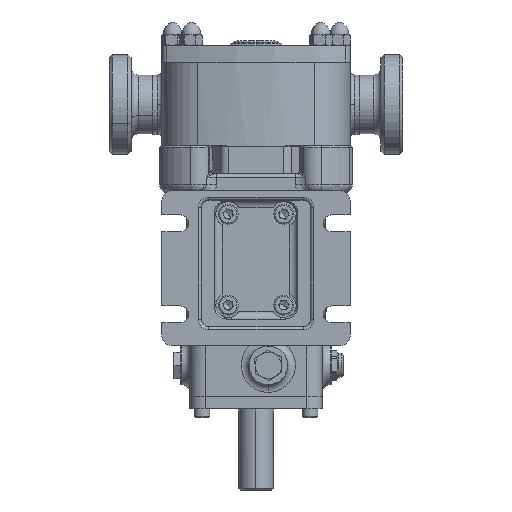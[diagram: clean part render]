
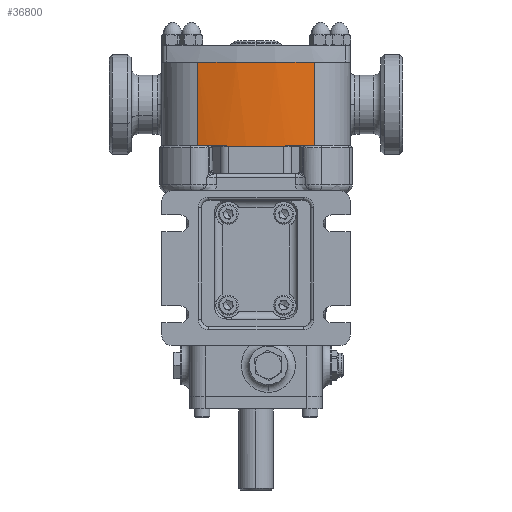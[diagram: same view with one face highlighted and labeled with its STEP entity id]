
A CAD part, front view. The second image highlights one B-rep face of the part: STEP entity #36800.
In plain terms, the highlighted cylindrical face has radius 150 mm (diameter 300 mm), a partial arc.
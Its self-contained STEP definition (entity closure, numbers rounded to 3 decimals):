
#538 = CARTESIAN_POINT ( 'NONE',  ( -37.815, -79.155, -26.5 ) ) ;
#622 = LINE ( 'NONE', #7701, #4157 ) ;
#703 = EDGE_CURVE ( 'NONE', #32646, #16909, #15457, .T. ) ;
#1106 = EDGE_CURVE ( 'NONE', #33052, #8466, #37608, .T. ) ;
#1953 = VERTEX_POINT ( 'NONE', #15611 ) ;
#2131 = DIRECTION ( 'NONE',  ( 0., 0., -1. ) ) ;
#2582 = CARTESIAN_POINT ( 'NONE',  ( 0., 66., 27.5 ) ) ;
#2643 = DIRECTION ( 'NONE',  ( 1., 0., 0. ) ) ;
#2662 = AXIS2_PLACEMENT_3D ( 'NONE', #9124, #19519, #38383 ) ;
#4157 = VECTOR ( 'NONE', #13925, 1000. ) ;
#4917 = DIRECTION ( 'NONE',  ( -1., 0., 0. ) ) ;
#6061 = EDGE_CURVE ( 'NONE', #16909, #37309, #32133, .T. ) ;
#6322 = AXIS2_PLACEMENT_3D ( 'NONE', #26444, #20612, #29766 ) ;
#6358 = CARTESIAN_POINT ( 'NONE',  ( 37.815, -79.155, -26.5 ) ) ;
#7020 = EDGE_CURVE ( 'NONE', #33052, #11939, #34853, .T. ) ;
#7024 = CARTESIAN_POINT ( 'NONE',  ( 19.036, -82.787, -27. ) ) ;
#7701 = CARTESIAN_POINT ( 'NONE',  ( 19.036, -82.787, -26.5 ) ) ;
#8466 = VERTEX_POINT ( 'NONE', #28025 ) ;
#8557 = ORIENTED_EDGE ( 'NONE', *, *, #703, .F. ) ;
#8724 = EDGE_LOOP ( 'NONE', ( #18793, #15557, #16182, #19751, #8557, #16155, #26555, #25749 ) ) ;
#8930 = CARTESIAN_POINT ( 'NONE',  ( 0., 66., -27. ) ) ;
#9124 = CARTESIAN_POINT ( 'NONE',  ( 0., 66., 27.5 ) ) ;
#11939 = VERTEX_POINT ( 'NONE', #538 ) ;
#12230 = AXIS2_PLACEMENT_3D ( 'NONE', #36488, #37110, #4917 ) ;
#13090 = DIRECTION ( 'NONE',  ( 0., 0., -1. ) ) ;
#13904 = CARTESIAN_POINT ( 'NONE',  ( -37.815, -79.155, 27.5 ) ) ;
#13925 = DIRECTION ( 'NONE',  ( 0., 0., -1. ) ) ;
#14505 = EDGE_CURVE ( 'NONE', #1953, #32646, #26686, .T. ) ;
#15366 = DIRECTION ( 'NONE',  ( 0., 0., 1. ) ) ;
#15457 = LINE ( 'NONE', #18161, #22501 ) ;
#15557 = ORIENTED_EDGE ( 'NONE', *, *, #16405, .T. ) ;
#15611 = CARTESIAN_POINT ( 'NONE',  ( -37.815, -79.155, 27.5 ) ) ;
#16155 = ORIENTED_EDGE ( 'NONE', *, *, #14505, .F. ) ;
#16182 = ORIENTED_EDGE ( 'NONE', *, *, #22225, .F. ) ;
#16405 = EDGE_CURVE ( 'NONE', #8466, #16541, #21405, .T. ) ;
#16541 = VERTEX_POINT ( 'NONE', #7024 ) ;
#16909 = VERTEX_POINT ( 'NONE', #6358 ) ;
#17731 = EDGE_CURVE ( 'NONE', #1953, #11939, #32848, .T. ) ;
#18161 = CARTESIAN_POINT ( 'NONE',  ( 37.815, -79.155, 27.5 ) ) ;
#18708 = CARTESIAN_POINT ( 'NONE',  ( -19.036, -82.787, -26.5 ) ) ;
#18793 = ORIENTED_EDGE ( 'NONE', *, *, #1106, .T. ) ;
#19519 = DIRECTION ( 'NONE',  ( 0., 0., -1. ) ) ;
#19751 = ORIENTED_EDGE ( 'NONE', *, *, #6061, .F. ) ;
#20612 = DIRECTION ( 'NONE',  ( 0., 0., -1. ) ) ;
#21405 = CIRCLE ( 'NONE', #25382, 150. ) ;
#21499 = VECTOR ( 'NONE', #13090, 1000. ) ;
#21938 = DIRECTION ( 'NONE',  ( 1., 0., 0. ) ) ;
#22225 = EDGE_CURVE ( 'NONE', #37309, #16541, #622, .T. ) ;
#22501 = VECTOR ( 'NONE', #2131, 1000. ) ;
#22580 = CARTESIAN_POINT ( 'NONE',  ( -19.036, -82.787, -26.5 ) ) ;
#24343 = DIRECTION ( 'NONE',  ( 0., 0., -1. ) ) ;
#24372 = CARTESIAN_POINT ( 'NONE',  ( 37.815, -79.155, 27.5 ) ) ;
#25382 = AXIS2_PLACEMENT_3D ( 'NONE', #8930, #15366, #2643 ) ;
#25749 = ORIENTED_EDGE ( 'NONE', *, *, #7020, .F. ) ;
#26444 = CARTESIAN_POINT ( 'NONE',  ( 0., 66., -26.5 ) ) ;
#26555 = ORIENTED_EDGE ( 'NONE', *, *, #17731, .T. ) ;
#26686 = CIRCLE ( 'NONE', #37293, 150. ) ;
#27972 = DIRECTION ( 'NONE',  ( 0., 0., 1. ) ) ;
#28025 = CARTESIAN_POINT ( 'NONE',  ( -19.036, -82.787, -27. ) ) ;
#29766 = DIRECTION ( 'NONE',  ( -1., 0., 0. ) ) ;
#31165 = FACE_OUTER_BOUND ( 'NONE', #8724, .T. ) ;
#32133 = CIRCLE ( 'NONE', #12230, 150. ) ;
#32646 = VERTEX_POINT ( 'NONE', #24372 ) ;
#32848 = LINE ( 'NONE', #13904, #21499 ) ;
#33052 = VERTEX_POINT ( 'NONE', #22580 ) ;
#34853 = CIRCLE ( 'NONE', #6322, 150. ) ;
#35468 = CARTESIAN_POINT ( 'NONE',  ( 19.036, -82.787, -26.5 ) ) ;
#36488 = CARTESIAN_POINT ( 'NONE',  ( 0., 66., -26.5 ) ) ;
#36800 = ADVANCED_FACE ( 'NONE', ( #31165 ), #40716, .T. ) ;
#37110 = DIRECTION ( 'NONE',  ( 0., 0., -1. ) ) ;
#37293 = AXIS2_PLACEMENT_3D ( 'NONE', #2582, #27972, #21938 ) ;
#37309 = VERTEX_POINT ( 'NONE', #35468 ) ;
#37608 = LINE ( 'NONE', #18708, #41090 ) ;
#38383 = DIRECTION ( 'NONE',  ( -1., 0., 0. ) ) ;
#40716 = CYLINDRICAL_SURFACE ( 'NONE', #2662, 150. ) ;
#41090 = VECTOR ( 'NONE', #24343, 1000. ) ;
